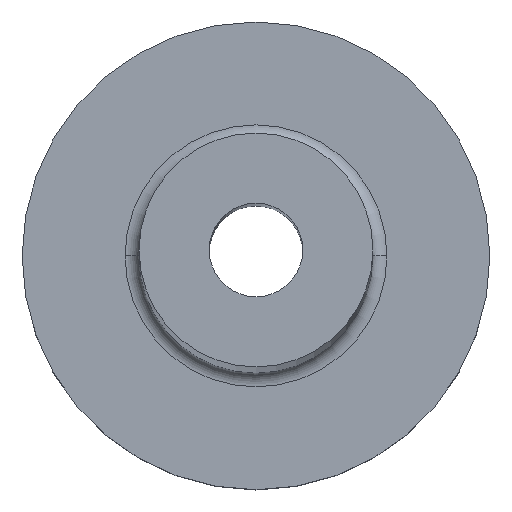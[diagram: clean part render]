
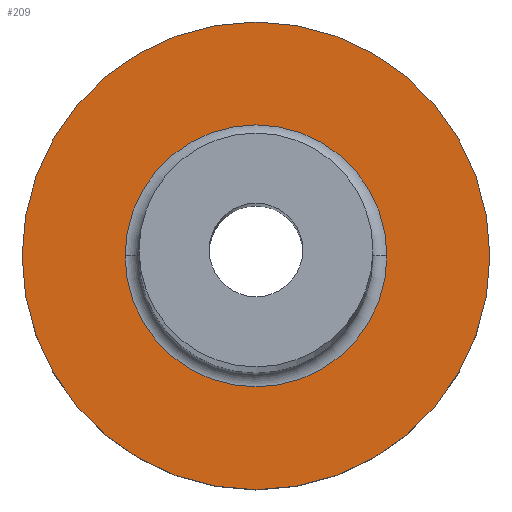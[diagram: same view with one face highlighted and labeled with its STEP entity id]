
A CAD part, top view. The second image highlights one B-rep face of the part: STEP entity #209.
In plain terms, the highlighted planar face has unit normal (0, 0, 1).
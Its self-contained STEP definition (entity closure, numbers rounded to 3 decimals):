
#4 = CARTESIAN_POINT ( 'NONE',  ( 0., 0., 3. ) ) ;
#8 = DIRECTION ( 'NONE',  ( 0., 0., -1. ) ) ;
#14 = ORIENTED_EDGE ( 'NONE', *, *, #30, .T. ) ;
#30 = EDGE_CURVE ( 'NONE', #228, #45, #106, .T. ) ;
#34 = ORIENTED_EDGE ( 'NONE', *, *, #375, .T. ) ;
#37 = FACE_BOUND ( 'NONE', #365, .T. ) ;
#45 = VERTEX_POINT ( 'NONE', #409 ) ;
#46 = EDGE_LOOP ( 'NONE', ( #14, #34 ) ) ;
#48 = AXIS2_PLACEMENT_3D ( 'NONE', #71, #249, #354 ) ;
#71 = CARTESIAN_POINT ( 'NONE',  ( 0., 0., 3. ) ) ;
#84 = DIRECTION ( 'NONE',  ( 1., 0., 0. ) ) ;
#106 = CIRCLE ( 'NONE', #227, 5. ) ;
#107 = CARTESIAN_POINT ( 'NONE',  ( 0., 0., 3. ) ) ;
#117 = DIRECTION ( 'NONE',  ( 1., 0., 0. ) ) ;
#119 = DIRECTION ( 'NONE',  ( 1., 0., 0. ) ) ;
#137 = CIRCLE ( 'NONE', #447, 2.8 ) ;
#153 = CARTESIAN_POINT ( 'NONE',  ( 0., 0., 3. ) ) ;
#172 = CIRCLE ( 'NONE', #363, 2.8 ) ;
#182 = DIRECTION ( 'NONE',  ( 0., 0., -1. ) ) ;
#192 = EDGE_CURVE ( 'NONE', #301, #303, #137, .T. ) ;
#209 = ADVANCED_FACE ( 'NONE', ( #37, #419 ), #216, .T. ) ;
#216 = PLANE ( 'NONE',  #48 ) ;
#220 = AXIS2_PLACEMENT_3D ( 'NONE', #395, #360, #84 ) ;
#227 = AXIS2_PLACEMENT_3D ( 'NONE', #153, #295, #117 ) ;
#228 = VERTEX_POINT ( 'NONE', #287 ) ;
#249 = DIRECTION ( 'NONE',  ( 0., 0., 1. ) ) ;
#254 = ORIENTED_EDGE ( 'NONE', *, *, #359, .T. ) ;
#269 = ORIENTED_EDGE ( 'NONE', *, *, #192, .T. ) ;
#287 = CARTESIAN_POINT ( 'NONE',  ( -5., 0., 3. ) ) ;
#288 = DIRECTION ( 'NONE',  ( 1., 0., 0. ) ) ;
#295 = DIRECTION ( 'NONE',  ( 0., 0., 1. ) ) ;
#301 = VERTEX_POINT ( 'NONE', #316 ) ;
#303 = VERTEX_POINT ( 'NONE', #452 ) ;
#316 = CARTESIAN_POINT ( 'NONE',  ( -2.8, 0., 3. ) ) ;
#354 = DIRECTION ( 'NONE',  ( 1., 0., 0. ) ) ;
#359 = EDGE_CURVE ( 'NONE', #303, #301, #172, .T. ) ;
#360 = DIRECTION ( 'NONE',  ( 0., 0., 1. ) ) ;
#363 = AXIS2_PLACEMENT_3D ( 'NONE', #4, #8, #119 ) ;
#365 = EDGE_LOOP ( 'NONE', ( #254, #269 ) ) ;
#375 = EDGE_CURVE ( 'NONE', #45, #228, #405, .T. ) ;
#395 = CARTESIAN_POINT ( 'NONE',  ( 0., 0., 3. ) ) ;
#405 = CIRCLE ( 'NONE', #220, 5. ) ;
#409 = CARTESIAN_POINT ( 'NONE',  ( 5., 0., 3. ) ) ;
#419 = FACE_OUTER_BOUND ( 'NONE', #46, .T. ) ;
#447 = AXIS2_PLACEMENT_3D ( 'NONE', #107, #182, #288 ) ;
#452 = CARTESIAN_POINT ( 'NONE',  ( 2.8, 0., 3. ) ) ;
